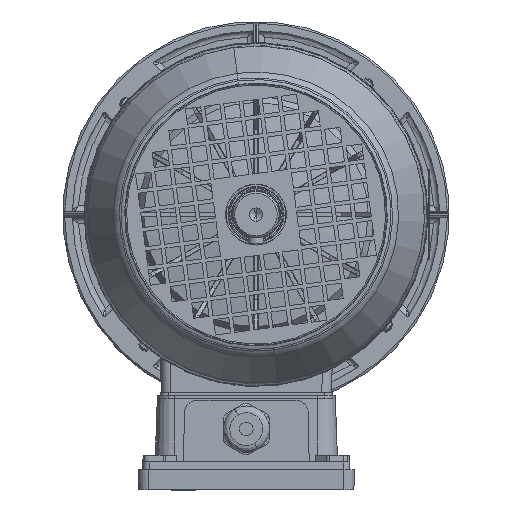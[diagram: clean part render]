
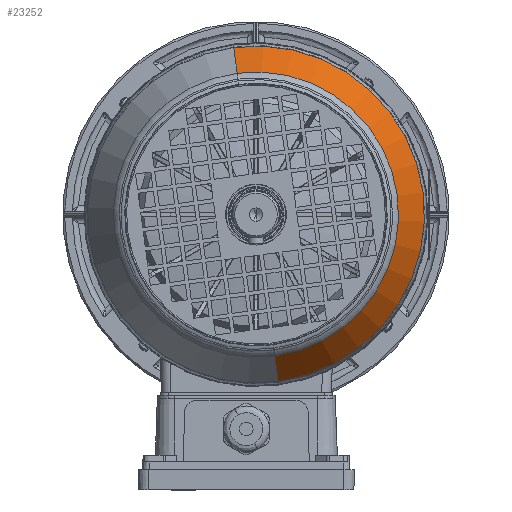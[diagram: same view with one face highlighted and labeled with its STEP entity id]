
A CAD part, left-side view. The second image highlights one B-rep face of the part: STEP entity #23252.
In plain terms, the highlighted conical face has half-angle 29.846 degrees and reference radius 71 mm.
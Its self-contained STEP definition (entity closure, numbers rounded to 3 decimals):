
#756 = EDGE_CURVE ( 'NONE', #106570, #80571, #39004, .T. ) ;
#2449 = AXIS2_PLACEMENT_3D ( 'NONE', #132152, #32062, #90105 ) ;
#11089 = EDGE_LOOP ( 'NONE', ( #51372, #76535, #82187, #94655 ) ) ;
#15616 = CARTESIAN_POINT ( 'NONE',  ( 47.812, 0., 0. ) ) ;
#23252 = ADVANCED_FACE ( 'NONE', ( #75549 ), #46770, .T. ) ;
#32062 = DIRECTION ( 'NONE',  ( -1., 0., 0. ) ) ;
#36878 = VECTOR ( 'NONE', #42869, 1000. ) ;
#39004 = CIRCLE ( 'NONE', #133940, 87.174 ) ;
#39606 = CARTESIAN_POINT ( 'NONE',  ( 71.158, 0., 73.778 ) ) ;
#42869 = DIRECTION ( 'NONE',  ( -0.867, 0., -0.498 ) ) ;
#46770 = CONICAL_SURFACE ( 'NONE', #58375, 71., 0.521 ) ;
#46826 = EDGE_CURVE ( 'NONE', #112029, #80571, #97999, .T. ) ;
#51372 = ORIENTED_EDGE ( 'NONE', *, *, #46826, .F. ) ;
#58375 = AXIS2_PLACEMENT_3D ( 'NONE', #95182, #73429, #108929 ) ;
#59482 = CARTESIAN_POINT ( 'NONE',  ( 47.812, 0., -87.174 ) ) ;
#66244 = EDGE_CURVE ( 'NONE', #112029, #105320, #136763, .T. ) ;
#67118 = VECTOR ( 'NONE', #131387, 1000. ) ;
#73429 = DIRECTION ( 'NONE',  ( -1., 0., 0. ) ) ;
#74151 = CARTESIAN_POINT ( 'NONE',  ( 76., 0., 71. ) ) ;
#75549 = FACE_OUTER_BOUND ( 'NONE', #11089, .T. ) ;
#76535 = ORIENTED_EDGE ( 'NONE', *, *, #66244, .T. ) ;
#80571 = VERTEX_POINT ( 'NONE', #59482 ) ;
#82187 = ORIENTED_EDGE ( 'NONE', *, *, #114670, .T. ) ;
#90105 = DIRECTION ( 'NONE',  ( 0., 0., -1. ) ) ;
#93873 = CARTESIAN_POINT ( 'NONE',  ( 47.812, 0., 87.174 ) ) ;
#94655 = ORIENTED_EDGE ( 'NONE', *, *, #756, .T. ) ;
#95182 = CARTESIAN_POINT ( 'NONE',  ( 76., 0., 0. ) ) ;
#97999 = LINE ( 'NONE', #116949, #36878 ) ;
#105320 = VERTEX_POINT ( 'NONE', #39606 ) ;
#106570 = VERTEX_POINT ( 'NONE', #93873 ) ;
#108929 = DIRECTION ( 'NONE',  ( 0., 0., 1. ) ) ;
#112029 = VERTEX_POINT ( 'NONE', #124199 ) ;
#112862 = DIRECTION ( 'NONE',  ( 0., 0., -1. ) ) ;
#114670 = EDGE_CURVE ( 'NONE', #105320, #106570, #119104, .T. ) ;
#116949 = CARTESIAN_POINT ( 'NONE',  ( 76., 0., -71. ) ) ;
#119104 = LINE ( 'NONE', #74151, #67118 ) ;
#124199 = CARTESIAN_POINT ( 'NONE',  ( 71.158, 0., -73.778 ) ) ;
#131387 = DIRECTION ( 'NONE',  ( -0.867, 0., 0.498 ) ) ;
#132152 = CARTESIAN_POINT ( 'NONE',  ( 71.158, 0., 0. ) ) ;
#133940 = AXIS2_PLACEMENT_3D ( 'NONE', #15616, #136714, #112862 ) ;
#136714 = DIRECTION ( 'NONE',  ( 1., 0., 0. ) ) ;
#136763 = CIRCLE ( 'NONE', #2449, 73.778 ) ;
